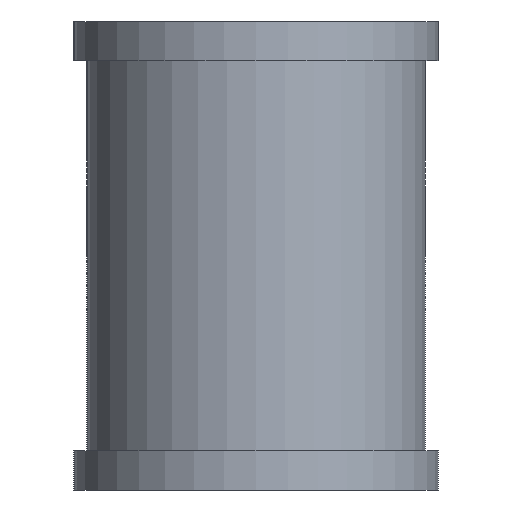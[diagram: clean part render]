
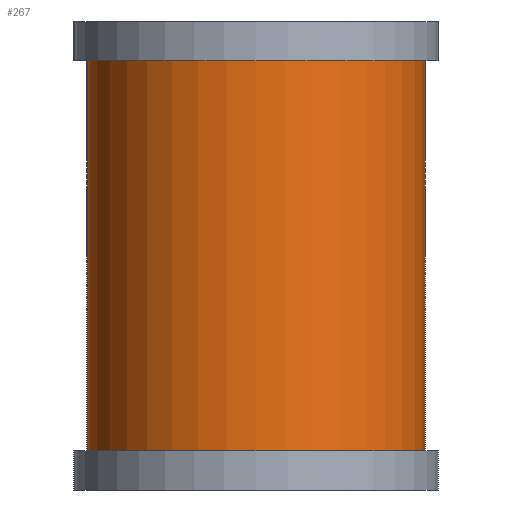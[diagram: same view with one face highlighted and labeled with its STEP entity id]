
A CAD part, front view. The second image highlights one B-rep face of the part: STEP entity #267.
In plain terms, the highlighted cylindrical face has radius 65 mm (diameter 130 mm), a full revolution.
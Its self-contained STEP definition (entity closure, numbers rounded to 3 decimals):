
#31=FACE_OUTER_BOUND('',#47,.T.);
#47=EDGE_LOOP('',(#187,#188,#189,#190));
#71=LINE('',#420,#91);
#91=VECTOR('',#335,50.);
#111=CIRCLE('',#298,65.);
#112=CIRCLE('',#299,65.);
#127=VERTEX_POINT('',#417);
#128=VERTEX_POINT('',#419);
#151=EDGE_CURVE('',#127,#127,#111,.T.);
#152=EDGE_CURVE('',#127,#128,#71,.T.);
#153=EDGE_CURVE('',#128,#128,#112,.T.);
#187=ORIENTED_EDGE('',*,*,#151,.T.);
#188=ORIENTED_EDGE('',*,*,#152,.T.);
#189=ORIENTED_EDGE('',*,*,#153,.F.);
#190=ORIENTED_EDGE('',*,*,#152,.F.);
#259=CYLINDRICAL_SURFACE('',#297,65.);
#267=ADVANCED_FACE('',(#31),#259,.T.);
#297=AXIS2_PLACEMENT_3D('',#416,#331,#332);
#298=AXIS2_PLACEMENT_3D('',#418,#333,#334);
#299=AXIS2_PLACEMENT_3D('',#421,#336,#337);
#331=DIRECTION('center_axis',(0.,0.,1.));
#332=DIRECTION('ref_axis',(-1.,0.,0.));
#333=DIRECTION('center_axis',(0.,0.,-1.));
#334=DIRECTION('ref_axis',(-1.,0.,0.));
#335=DIRECTION('',(0.,0.,-1.));
#336=DIRECTION('center_axis',(0.,0.,-1.));
#337=DIRECTION('ref_axis',(-1.,0.,0.));
#416=CARTESIAN_POINT('Origin',(0.,0.,
90.));
#417=CARTESIAN_POINT('',(65.,0.,75.));
#418=CARTESIAN_POINT('Origin',(0.,0.,
75.));
#419=CARTESIAN_POINT('',(65.,0.,-75.));
#420=CARTESIAN_POINT('',(65.,0.,90.));
#421=CARTESIAN_POINT('Origin',(0.,0.,
-75.));
